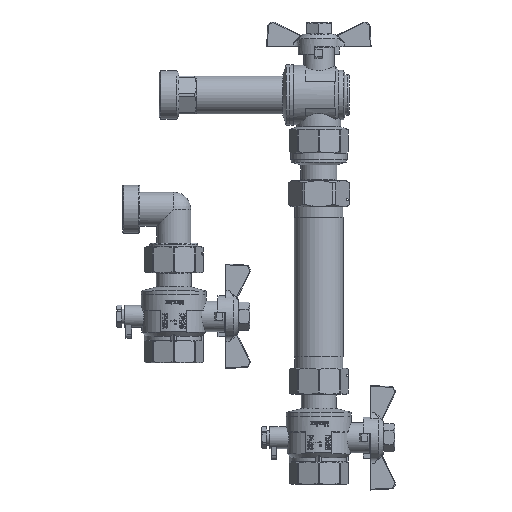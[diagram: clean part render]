
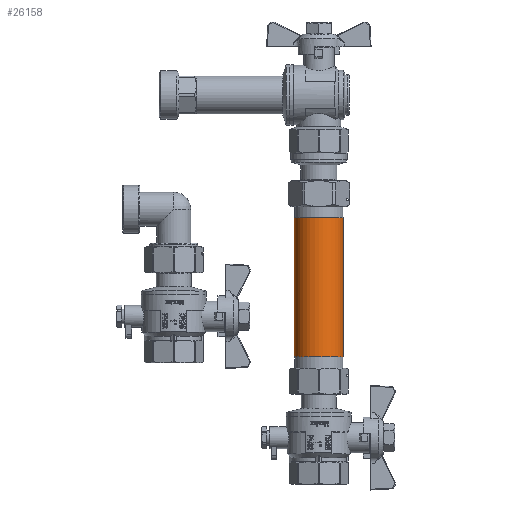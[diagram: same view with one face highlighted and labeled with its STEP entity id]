
A CAD part, top view. The second image highlights one B-rep face of the part: STEP entity #26158.
In plain terms, the highlighted cylindrical face has radius 16.85 mm (diameter 33.7 mm), a full revolution.
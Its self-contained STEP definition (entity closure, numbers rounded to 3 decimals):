
#13444=ORIENTED_EDGE('',*,*,#17410,.T.);
#13445=ORIENTED_EDGE('',*,*,#17411,.F.);
#17410=EDGE_CURVE('',#20039,#20039,#20813,.T.);
#17411=EDGE_CURVE('',#20040,#20040,#20814,.T.);
#20039=VERTEX_POINT('',#54234);
#20040=VERTEX_POINT('',#54236);
#20813=CIRCLE('',#31112,16.85);
#20814=CIRCLE('',#31113,16.85);
#22539=EDGE_LOOP('',(#13444));
#22540=EDGE_LOOP('',(#13445));
#24337=FACE_BOUND('',#22539,.T.);
#24338=FACE_BOUND('',#22540,.T.);
#24700=CYLINDRICAL_SURFACE('',#31111,16.85);
#26158=ADVANCED_FACE('',(#24337,#24338),#24700,.T.);
#31111=AXIS2_PLACEMENT_3D('',#54232,#39527,#39528);
#31112=AXIS2_PLACEMENT_3D('',#54233,#39529,#39530);
#31113=AXIS2_PLACEMENT_3D('',#54235,#39531,#39532);
#39527=DIRECTION('',(0.,1.,0.));
#39528=DIRECTION('',(0.,0.,1.));
#39529=DIRECTION('',(0.,1.,0.));
#39530=DIRECTION('',(1.,0.,0.));
#39531=DIRECTION('',(0.,1.,0.));
#39532=DIRECTION('',(0.,0.,-1.));
#54232=CARTESIAN_POINT('',(0.,-65.,0.));
#54233=CARTESIAN_POINT('',(0.,-48.,0.));
#54234=CARTESIAN_POINT('',(16.85,-48.,0.));
#54235=CARTESIAN_POINT('',(0.,48.,0.));
#54236=CARTESIAN_POINT('',(0.,48.,-16.85));
